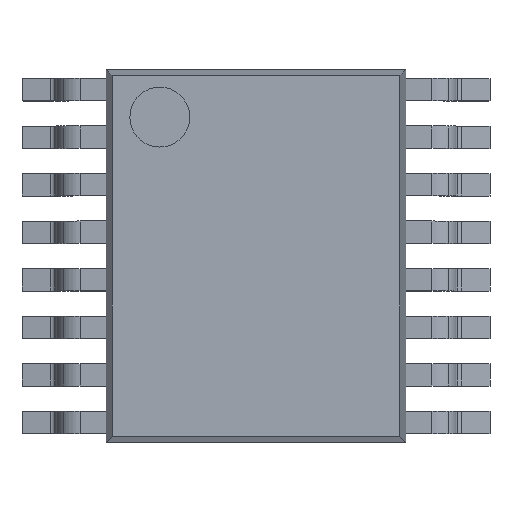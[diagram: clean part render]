
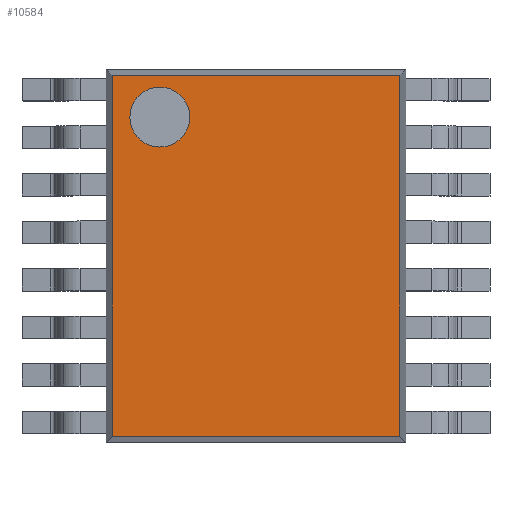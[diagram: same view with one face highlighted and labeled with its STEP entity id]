
A CAD part, top view. The second image highlights one B-rep face of the part: STEP entity #10584.
In plain terms, the highlighted planar face has unit normal (0, 0, 1).
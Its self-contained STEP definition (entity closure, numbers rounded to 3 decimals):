
#10445=CARTESIAN_POINT('',(-0.885,1.855,1.73));
#10446=VERTEX_POINT('',#10445);
#10462=CARTESIAN_POINT('',(-1.685,1.855,1.73));
#10463=VERTEX_POINT('',#10462);
#10470=CARTESIAN_POINT('',(-1.285,1.855,1.73));
#10471=DIRECTION('',(0.0,0.0,-1.0));
#10472=DIRECTION('',(1.0,0.0,0.0));
#10473=AXIS2_PLACEMENT_3D('',#10470,#10471,#10472);
#10474=CIRCLE('',#10473,0.4);
#10475=EDGE_CURVE('',#10446,#10463,#10474,.T.);
#10487=CARTESIAN_POINT('',(-1.92,2.41,1.73));
#10488=VERTEX_POINT('',#10487);
#10495=CARTESIAN_POINT('',(1.92,2.41,1.73));
#10496=VERTEX_POINT('',#10495);
#10497=CARTESIAN_POINT('',(-1.92,2.41,1.73));
#10498=DIRECTION('',(1.0,0.0,0.0));
#10499=VECTOR('',#10498,3.84);
#10500=LINE('',#10497,#10499);
#10501=EDGE_CURVE('',#10488,#10496,#10500,.T.);
#10526=CARTESIAN_POINT('',(1.92,-2.41,1.73));
#10527=VERTEX_POINT('',#10526);
#10528=CARTESIAN_POINT('',(1.92,-2.41,1.73));
#10529=DIRECTION('',(0.0,1.0,0.0));
#10530=VECTOR('',#10529,4.82);
#10531=LINE('',#10528,#10530);
#10532=EDGE_CURVE('',#10527,#10496,#10531,.T.);
#10551=CARTESIAN_POINT('',(1.92,-2.49,1.73));
#10552=DIRECTION('',(0.0,0.0,1.0));
#10553=DIRECTION('',(1.0,0.0,0.0));
#10554=AXIS2_PLACEMENT_3D('',#10551,#10552,#10553);
#10555=PLANE('',#10554);
#10556=ORIENTED_EDGE('',*,*,#10501,.F.);
#10557=CARTESIAN_POINT('',(-1.92,-2.41,1.73));
#10558=VERTEX_POINT('',#10557);
#10559=CARTESIAN_POINT('',(-1.92,-2.41,1.73));
#10560=DIRECTION('',(0.0,1.0,0.0));
#10561=VECTOR('',#10560,4.82);
#10562=LINE('',#10559,#10561);
#10563=EDGE_CURVE('',#10558,#10488,#10562,.T.);
#10564=ORIENTED_EDGE('',*,*,#10563,.F.);
#10565=CARTESIAN_POINT('',(1.92,-2.41,1.73));
#10566=DIRECTION('',(-1.0,0.0,0.0));
#10567=VECTOR('',#10566,3.84);
#10568=LINE('',#10565,#10567);
#10569=EDGE_CURVE('',#10527,#10558,#10568,.T.);
#10570=ORIENTED_EDGE('',*,*,#10569,.F.);
#10571=ORIENTED_EDGE('',*,*,#10532,.T.);
#10572=EDGE_LOOP('',(#10556,#10564,#10570,#10571));
#10573=FACE_OUTER_BOUND('',#10572,.T.);
#10574=ORIENTED_EDGE('',*,*,#10475,.T.);
#10575=CARTESIAN_POINT('',(-1.285,1.855,1.73));
#10576=DIRECTION('',(0.0,0.0,-1.0));
#10577=DIRECTION('',(1.0,0.0,0.0));
#10578=AXIS2_PLACEMENT_3D('',#10575,#10576,#10577);
#10579=CIRCLE('',#10578,0.4);
#10580=EDGE_CURVE('',#10463,#10446,#10579,.T.);
#10581=ORIENTED_EDGE('',*,*,#10580,.T.);
#10582=EDGE_LOOP('',(#10574,#10581));
#10583=FACE_BOUND('',#10582,.T.);
#10584=ADVANCED_FACE('',(#10573,#10583),#10555,.T.);
